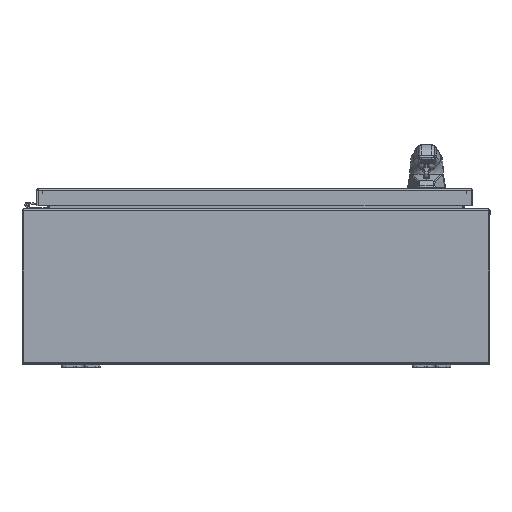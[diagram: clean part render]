
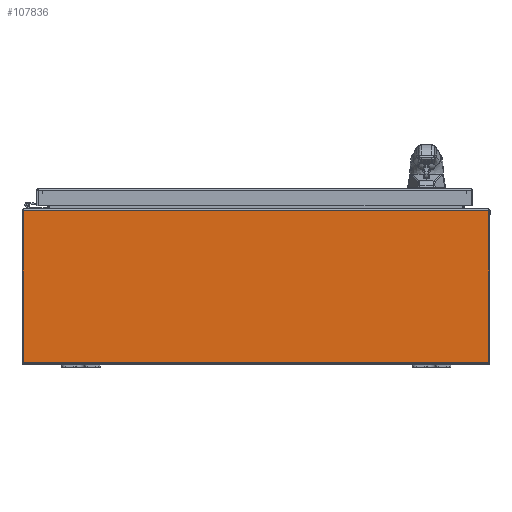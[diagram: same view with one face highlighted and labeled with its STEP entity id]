
A CAD part, front view. The second image highlights one B-rep face of the part: STEP entity #107836.
In plain terms, the highlighted planar face has unit normal (0, -1, 0).
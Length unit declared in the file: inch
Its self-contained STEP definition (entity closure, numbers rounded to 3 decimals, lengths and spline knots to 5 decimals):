
#1177 = VECTOR ( 'NONE', #54089, 39.37008 ) ;
#3940 = ORIENTED_EDGE ( 'NONE', *, *, #103102, .T. ) ;
#4887 = EDGE_CURVE ( 'NONE', #25170, #51709, #96280, .T. ) ;
#5295 = EDGE_LOOP ( 'NONE', ( #3940, #66328, #87582, #85092, #46114, #7387, #70817, #85979 ) ) ;
#7328 = VECTOR ( 'NONE', #43934, 39.37008 ) ;
#7387 = ORIENTED_EDGE ( 'NONE', *, *, #4887, .T. ) ;
#10617 = DIRECTION ( 'NONE',  ( 0., 0., -1. ) ) ;
#14790 = CIRCLE ( 'NONE', #83367, 0.07 ) ;
#15184 = CARTESIAN_POINT ( 'NONE',  ( -11.91495, -12., 7.89475 ) ) ;
#15861 = PLANE ( 'NONE',  #65392 ) ;
#18076 = CARTESIAN_POINT ( 'NONE',  ( 11.93789, -12., 0.06211 ) ) ;
#23855 = LINE ( 'NONE', #15184, #7328 ) ;
#25096 = DIRECTION ( 'NONE',  ( 0., 1., 0. ) ) ;
#25170 = VERTEX_POINT ( 'NONE', #57121 ) ;
#26948 = DIRECTION ( 'NONE',  ( 1., 0., 0. ) ) ;
#26970 = EDGE_CURVE ( 'NONE', #56985, #94227, #23855, .T. ) ;
#30902 = DIRECTION ( 'NONE',  ( 0., 0., 1. ) ) ;
#32931 = CARTESIAN_POINT ( 'NONE',  ( 11.91495, -12., 7.89475 ) ) ;
#34161 = LINE ( 'NONE', #65840, #81972 ) ;
#34268 = VECTOR ( 'NONE', #30902, 39.37008 ) ;
#35118 = LINE ( 'NONE', #32931, #56094 ) ;
#36140 = VERTEX_POINT ( 'NONE', #43843 ) ;
#37088 = LINE ( 'NONE', #84750, #34268 ) ;
#37756 = CARTESIAN_POINT ( 'NONE',  ( -11.93789, -12., 0.06211 ) ) ;
#42172 = CARTESIAN_POINT ( 'NONE',  ( -11.963, -12., 7.89475 ) ) ;
#42777 = LINE ( 'NONE', #86526, #112060 ) ;
#43843 = CARTESIAN_POINT ( 'NONE',  ( -11.963, -12., 0.12745 ) ) ;
#43934 = DIRECTION ( 'NONE',  ( -1., 0., 0. ) ) ;
#46114 = ORIENTED_EDGE ( 'NONE', *, *, #106255, .T. ) ;
#46777 = DIRECTION ( 'NONE',  ( 1., 0., 0. ) ) ;
#51028 = DIRECTION ( 'NONE',  ( -1., 0., 0. ) ) ;
#51709 = VERTEX_POINT ( 'NONE', #91376 ) ;
#54089 = DIRECTION ( 'NONE',  ( 1., 0., 0. ) ) ;
#56094 = VECTOR ( 'NONE', #87198, 39.37008 ) ;
#56419 = CARTESIAN_POINT ( 'NONE',  ( -11.88277, -12., 0.10525 ) ) ;
#56985 = VERTEX_POINT ( 'NONE', #104554 ) ;
#57121 = CARTESIAN_POINT ( 'NONE',  ( -11.88277, -12., 0.10525 ) ) ;
#57206 = VERTEX_POINT ( 'NONE', #62561 ) ;
#58354 = EDGE_CURVE ( 'NONE', #36140, #94227, #37088, .T. ) ;
#62561 = CARTESIAN_POINT ( 'NONE',  ( 11.963, -12., 7.89475 ) ) ;
#65392 = AXIS2_PLACEMENT_3D ( 'NONE', #78743, #25096, #87857 ) ;
#65840 = CARTESIAN_POINT ( 'NONE',  ( 11.963, -12., 7.89475 ) ) ;
#66328 = ORIENTED_EDGE ( 'NONE', *, *, #66868, .T. ) ;
#66868 = EDGE_CURVE ( 'NONE', #94244, #56985, #35118, .T. ) ;
#70817 = ORIENTED_EDGE ( 'NONE', *, *, #72733, .T. ) ;
#72733 = EDGE_CURVE ( 'NONE', #51709, #98693, #14790, .T. ) ;
#72956 = CIRCLE ( 'NONE', #111599, 0.07 ) ;
#75690 = EDGE_CURVE ( 'NONE', #57206, #98693, #34161, .T. ) ;
#78743 = CARTESIAN_POINT ( 'NONE',  ( 0., -12., 4.00948 ) ) ;
#80604 = DIRECTION ( 'NONE',  ( 0., 1., 0. ) ) ;
#81972 = VECTOR ( 'NONE', #10617, 39.37008 ) ;
#83367 = AXIS2_PLACEMENT_3D ( 'NONE', #18076, #80604, #26948 ) ;
#84750 = CARTESIAN_POINT ( 'NONE',  ( -11.963, -12., 0.12745 ) ) ;
#85092 = ORIENTED_EDGE ( 'NONE', *, *, #58354, .F. ) ;
#85979 = ORIENTED_EDGE ( 'NONE', *, *, #75690, .F. ) ;
#86526 = CARTESIAN_POINT ( 'NONE',  ( 11.963, -12., 7.89475 ) ) ;
#87198 = DIRECTION ( 'NONE',  ( -1., 0., 0. ) ) ;
#87582 = ORIENTED_EDGE ( 'NONE', *, *, #26970, .T. ) ;
#87857 = DIRECTION ( 'NONE',  ( 1., 0., 0. ) ) ;
#89053 = CARTESIAN_POINT ( 'NONE',  ( 11.91495, -12., 7.89475 ) ) ;
#91376 = CARTESIAN_POINT ( 'NONE',  ( 11.88277, -12., 0.10525 ) ) ;
#94227 = VERTEX_POINT ( 'NONE', #42172 ) ;
#94244 = VERTEX_POINT ( 'NONE', #89053 ) ;
#95575 = FACE_OUTER_BOUND ( 'NONE', #5295, .T. ) ;
#96280 = LINE ( 'NONE', #56419, #1177 ) ;
#98693 = VERTEX_POINT ( 'NONE', #112232 ) ;
#100852 = DIRECTION ( 'NONE',  ( 0., 1., 0. ) ) ;
#103102 = EDGE_CURVE ( 'NONE', #57206, #94244, #42777, .T. ) ;
#104554 = CARTESIAN_POINT ( 'NONE',  ( -11.91495, -12., 7.89475 ) ) ;
#106255 = EDGE_CURVE ( 'NONE', #36140, #25170, #72956, .T. ) ;
#107836 = ADVANCED_FACE ( 'NONE', ( #95575 ), #15861, .F. ) ;
#111599 = AXIS2_PLACEMENT_3D ( 'NONE', #37756, #100852, #46777 ) ;
#112060 = VECTOR ( 'NONE', #51028, 39.37008 ) ;
#112232 = CARTESIAN_POINT ( 'NONE',  ( 11.963, -12., 0.12745 ) ) ;
